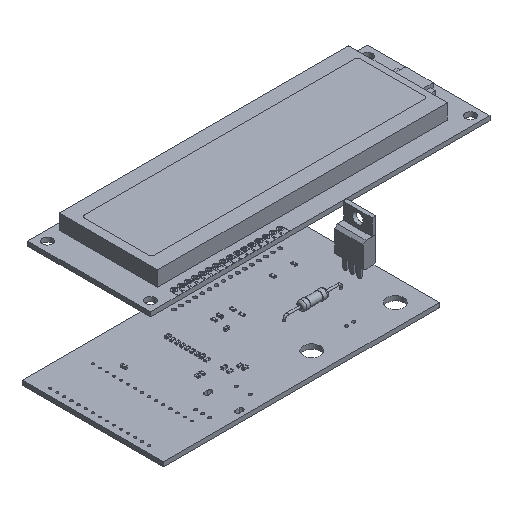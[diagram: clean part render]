
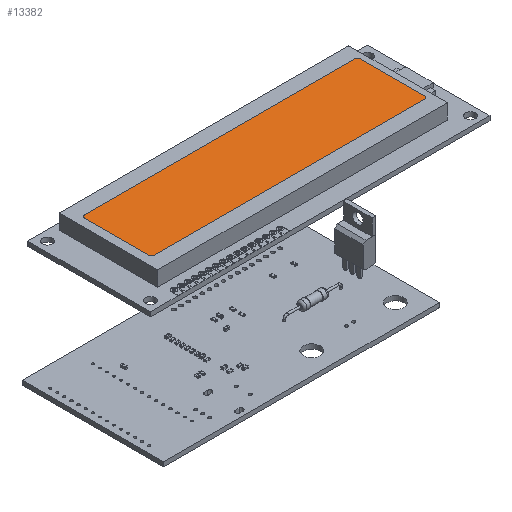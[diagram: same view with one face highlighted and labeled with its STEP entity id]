
A CAD part, isometric view. The second image highlights one B-rep face of the part: STEP entity #13382.
In plain terms, the highlighted planar face has unit normal (0, 0, 1).
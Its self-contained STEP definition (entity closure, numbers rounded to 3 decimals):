
#9646 = PLANE('',#9647);
#9647 = AXIS2_PLACEMENT_3D('',#9648,#9649,#9650);
#9648 = CARTESIAN_POINT('',(-63.9,-39.2,11.4));
#9649 = DIRECTION('',(0.,0.,1.));
#9650 = DIRECTION('',(1.,0.,0.));
#13063 = EDGE_CURVE('',#13064,#13066,#13068,.T.);
#13064 = VERTEX_POINT('',#13065);
#13065 = CARTESIAN_POINT('',(36.1,-34.,11.4));
#13066 = VERTEX_POINT('',#13067);
#13067 = CARTESIAN_POINT('',(37.1,-33.,11.4));
#13068 = SURFACE_CURVE('',#13069,(#13074,#13081),.PCURVE_S1.);
#13069 = CIRCLE('',#13070,1.);
#13070 = AXIS2_PLACEMENT_3D('',#13071,#13072,#13073);
#13071 = CARTESIAN_POINT('',(36.1,-33.,11.4));
#13072 = DIRECTION('',(0.,0.,1.));
#13073 = DIRECTION('',(0.,-1.,0.));
#13074 = PCURVE('',#9646,#13075);
#13075 = DEFINITIONAL_REPRESENTATION('',(#13076),#13080);
#13076 = CIRCLE('',#13077,1.);
#13077 = AXIS2_PLACEMENT_2D('',#13078,#13079);
#13078 = CARTESIAN_POINT('',(100.,6.2));
#13079 = DIRECTION('',(0.,-1.));
#13080 = ( GEOMETRIC_REPRESENTATION_CONTEXT(2) 
PARAMETRIC_REPRESENTATION_CONTEXT() REPRESENTATION_CONTEXT('2D SPACE',''
  ) );
#13081 = PCURVE('',#13082,#13087);
#13082 = PLANE('',#13083);
#13083 = AXIS2_PLACEMENT_3D('',#13084,#13085,#13086);
#13084 = CARTESIAN_POINT('',(-61.9,-34.,11.4));
#13085 = DIRECTION('',(0.,0.,1.));
#13086 = DIRECTION('',(1.,0.,0.));
#13087 = DEFINITIONAL_REPRESENTATION('',(#13088),#13092);
#13088 = CIRCLE('',#13089,1.);
#13089 = AXIS2_PLACEMENT_2D('',#13090,#13091);
#13090 = CARTESIAN_POINT('',(98.,1.));
#13091 = DIRECTION('',(0.,-1.));
#13092 = ( GEOMETRIC_REPRESENTATION_CONTEXT(2) 
PARAMETRIC_REPRESENTATION_CONTEXT() REPRESENTATION_CONTEXT('2D SPACE',''
  ) );
#13094 = EDGE_CURVE('',#13095,#13064,#13097,.T.);
#13095 = VERTEX_POINT('',#13096);
#13096 = CARTESIAN_POINT('',(-60.9,-34.,11.4));
#13097 = SURFACE_CURVE('',#13098,(#13102,#13109),.PCURVE_S1.);
#13098 = LINE('',#13099,#13100);
#13099 = CARTESIAN_POINT('',(-61.9,-34.,11.4));
#13100 = VECTOR('',#13101,1.);
#13101 = DIRECTION('',(1.,0.,0.));
#13102 = PCURVE('',#9646,#13103);
#13103 = DEFINITIONAL_REPRESENTATION('',(#13104),#13108);
#13104 = LINE('',#13105,#13106);
#13105 = CARTESIAN_POINT('',(2.,5.2));
#13106 = VECTOR('',#13107,1.);
#13107 = DIRECTION('',(1.,0.));
#13108 = ( GEOMETRIC_REPRESENTATION_CONTEXT(2) 
PARAMETRIC_REPRESENTATION_CONTEXT() REPRESENTATION_CONTEXT('2D SPACE',''
  ) );
#13109 = PCURVE('',#13082,#13110);
#13110 = DEFINITIONAL_REPRESENTATION('',(#13111),#13115);
#13111 = LINE('',#13112,#13113);
#13112 = CARTESIAN_POINT('',(0.,0.));
#13113 = VECTOR('',#13114,1.);
#13114 = DIRECTION('',(1.,0.));
#13115 = ( GEOMETRIC_REPRESENTATION_CONTEXT(2) 
PARAMETRIC_REPRESENTATION_CONTEXT() REPRESENTATION_CONTEXT('2D SPACE',''
  ) );
#13117 = EDGE_CURVE('',#13118,#13095,#13120,.T.);
#13118 = VERTEX_POINT('',#13119);
#13119 = CARTESIAN_POINT('',(-61.9,-33.,11.4));
#13120 = SURFACE_CURVE('',#13121,(#13126,#13133),.PCURVE_S1.);
#13121 = CIRCLE('',#13122,1.);
#13122 = AXIS2_PLACEMENT_3D('',#13123,#13124,#13125);
#13123 = CARTESIAN_POINT('',(-60.9,-33.,11.4));
#13124 = DIRECTION('',(0.,0.,1.));
#13125 = DIRECTION('',(0.,-1.,0.));
#13126 = PCURVE('',#9646,#13127);
#13127 = DEFINITIONAL_REPRESENTATION('',(#13128),#13132);
#13128 = CIRCLE('',#13129,1.);
#13129 = AXIS2_PLACEMENT_2D('',#13130,#13131);
#13130 = CARTESIAN_POINT('',(3.,6.2));
#13131 = DIRECTION('',(0.,-1.));
#13132 = ( GEOMETRIC_REPRESENTATION_CONTEXT(2) 
PARAMETRIC_REPRESENTATION_CONTEXT() REPRESENTATION_CONTEXT('2D SPACE',''
  ) );
#13133 = PCURVE('',#13082,#13134);
#13134 = DEFINITIONAL_REPRESENTATION('',(#13135),#13139);
#13135 = CIRCLE('',#13136,1.);
#13136 = AXIS2_PLACEMENT_2D('',#13137,#13138);
#13137 = CARTESIAN_POINT('',(1.,1.));
#13138 = DIRECTION('',(0.,-1.));
#13139 = ( GEOMETRIC_REPRESENTATION_CONTEXT(2) 
PARAMETRIC_REPRESENTATION_CONTEXT() REPRESENTATION_CONTEXT('2D SPACE',''
  ) );
#13141 = EDGE_CURVE('',#13118,#13142,#13144,.T.);
#13142 = VERTEX_POINT('',#13143);
#13143 = CARTESIAN_POINT('',(-61.9,-10.,11.4));
#13144 = SURFACE_CURVE('',#13145,(#13149,#13156),.PCURVE_S1.);
#13145 = LINE('',#13146,#13147);
#13146 = CARTESIAN_POINT('',(-61.9,-34.,11.4));
#13147 = VECTOR('',#13148,1.);
#13148 = DIRECTION('',(0.,1.,0.));
#13149 = PCURVE('',#9646,#13150);
#13150 = DEFINITIONAL_REPRESENTATION('',(#13151),#13155);
#13151 = LINE('',#13152,#13153);
#13152 = CARTESIAN_POINT('',(2.,5.2));
#13153 = VECTOR('',#13154,1.);
#13154 = DIRECTION('',(0.,1.));
#13155 = ( GEOMETRIC_REPRESENTATION_CONTEXT(2) 
PARAMETRIC_REPRESENTATION_CONTEXT() REPRESENTATION_CONTEXT('2D SPACE',''
  ) );
#13156 = PCURVE('',#13082,#13157);
#13157 = DEFINITIONAL_REPRESENTATION('',(#13158),#13162);
#13158 = LINE('',#13159,#13160);
#13159 = CARTESIAN_POINT('',(0.,0.));
#13160 = VECTOR('',#13161,1.);
#13161 = DIRECTION('',(0.,1.));
#13162 = ( GEOMETRIC_REPRESENTATION_CONTEXT(2) 
PARAMETRIC_REPRESENTATION_CONTEXT() REPRESENTATION_CONTEXT('2D SPACE',''
  ) );
#13164 = EDGE_CURVE('',#13142,#13165,#13167,.T.);
#13165 = VERTEX_POINT('',#13166);
#13166 = CARTESIAN_POINT('',(-60.9,-9.,11.4));
#13167 = SURFACE_CURVE('',#13168,(#13173,#13184),.PCURVE_S1.);
#13168 = CIRCLE('',#13169,1.);
#13169 = AXIS2_PLACEMENT_3D('',#13170,#13171,#13172);
#13170 = CARTESIAN_POINT('',(-60.9,-10.,11.4));
#13171 = DIRECTION('',(0.,0.,-1.));
#13172 = DIRECTION('',(0.,-1.,0.));
#13173 = PCURVE('',#9646,#13174);
#13174 = DEFINITIONAL_REPRESENTATION('',(#13175),#13183);
#13175 = ( BOUNDED_CURVE() B_SPLINE_CURVE(2,(#13176,#13177,#13178,#13179
    ,#13180,#13181,#13182),.UNSPECIFIED.,.T.,.F.) 
B_SPLINE_CURVE_WITH_KNOTS((1,2,2,2,2,1),(-2.094,0.,
    2.094,4.189,6.283,8.378),
.UNSPECIFIED.) CURVE() GEOMETRIC_REPRESENTATION_ITEM() 
RATIONAL_B_SPLINE_CURVE((1.,0.5,1.,0.5,1.,0.5,1.)) REPRESENTATION_ITEM(
  '') );
#13176 = CARTESIAN_POINT('',(3.,28.2));
#13177 = CARTESIAN_POINT('',(1.268,28.2));
#13178 = CARTESIAN_POINT('',(2.134,29.7));
#13179 = CARTESIAN_POINT('',(3.,31.2));
#13180 = CARTESIAN_POINT('',(3.866,29.7));
#13181 = CARTESIAN_POINT('',(4.732,28.2));
#13182 = CARTESIAN_POINT('',(3.,28.2));
#13183 = ( GEOMETRIC_REPRESENTATION_CONTEXT(2) 
PARAMETRIC_REPRESENTATION_CONTEXT() REPRESENTATION_CONTEXT('2D SPACE',''
  ) );
#13184 = PCURVE('',#13082,#13185);
#13185 = DEFINITIONAL_REPRESENTATION('',(#13186),#13194);
#13186 = ( BOUNDED_CURVE() B_SPLINE_CURVE(2,(#13187,#13188,#13189,#13190
    ,#13191,#13192,#13193),.UNSPECIFIED.,.T.,.F.) 
B_SPLINE_CURVE_WITH_KNOTS((1,2,2,2,2,1),(-2.094,0.,
    2.094,4.189,6.283,8.378),
.UNSPECIFIED.) CURVE() GEOMETRIC_REPRESENTATION_ITEM() 
RATIONAL_B_SPLINE_CURVE((1.,0.5,1.,0.5,1.,0.5,1.)) REPRESENTATION_ITEM(
  '') );
#13187 = CARTESIAN_POINT('',(1.,23.));
#13188 = CARTESIAN_POINT('',(-0.732,23.));
#13189 = CARTESIAN_POINT('',(0.134,24.5));
#13190 = CARTESIAN_POINT('',(1.,26.));
#13191 = CARTESIAN_POINT('',(1.866,24.5));
#13192 = CARTESIAN_POINT('',(2.732,23.));
#13193 = CARTESIAN_POINT('',(1.,23.));
#13194 = ( GEOMETRIC_REPRESENTATION_CONTEXT(2) 
PARAMETRIC_REPRESENTATION_CONTEXT() REPRESENTATION_CONTEXT('2D SPACE',''
  ) );
#13196 = EDGE_CURVE('',#13165,#13197,#13199,.T.);
#13197 = VERTEX_POINT('',#13198);
#13198 = CARTESIAN_POINT('',(36.1,-9.,11.4));
#13199 = SURFACE_CURVE('',#13200,(#13204,#13211),.PCURVE_S1.);
#13200 = LINE('',#13201,#13202);
#13201 = CARTESIAN_POINT('',(-61.9,-9.,11.4));
#13202 = VECTOR('',#13203,1.);
#13203 = DIRECTION('',(1.,0.,0.));
#13204 = PCURVE('',#9646,#13205);
#13205 = DEFINITIONAL_REPRESENTATION('',(#13206),#13210);
#13206 = LINE('',#13207,#13208);
#13207 = CARTESIAN_POINT('',(2.,30.2));
#13208 = VECTOR('',#13209,1.);
#13209 = DIRECTION('',(1.,0.));
#13210 = ( GEOMETRIC_REPRESENTATION_CONTEXT(2) 
PARAMETRIC_REPRESENTATION_CONTEXT() REPRESENTATION_CONTEXT('2D SPACE',''
  ) );
#13211 = PCURVE('',#13082,#13212);
#13212 = DEFINITIONAL_REPRESENTATION('',(#13213),#13217);
#13213 = LINE('',#13214,#13215);
#13214 = CARTESIAN_POINT('',(0.,25.));
#13215 = VECTOR('',#13216,1.);
#13216 = DIRECTION('',(1.,0.));
#13217 = ( GEOMETRIC_REPRESENTATION_CONTEXT(2) 
PARAMETRIC_REPRESENTATION_CONTEXT() REPRESENTATION_CONTEXT('2D SPACE',''
  ) );
#13219 = EDGE_CURVE('',#13220,#13197,#13222,.T.);
#13220 = VERTEX_POINT('',#13221);
#13221 = CARTESIAN_POINT('',(37.1,-10.,11.4));
#13222 = SURFACE_CURVE('',#13223,(#13228,#13235),.PCURVE_S1.);
#13223 = CIRCLE('',#13224,1.);
#13224 = AXIS2_PLACEMENT_3D('',#13225,#13226,#13227);
#13225 = CARTESIAN_POINT('',(36.1,-10.,11.4));
#13226 = DIRECTION('',(0.,0.,1.));
#13227 = DIRECTION('',(0.,-1.,0.));
#13228 = PCURVE('',#9646,#13229);
#13229 = DEFINITIONAL_REPRESENTATION('',(#13230),#13234);
#13230 = CIRCLE('',#13231,1.);
#13231 = AXIS2_PLACEMENT_2D('',#13232,#13233);
#13232 = CARTESIAN_POINT('',(100.,29.2));
#13233 = DIRECTION('',(0.,-1.));
#13234 = ( GEOMETRIC_REPRESENTATION_CONTEXT(2) 
PARAMETRIC_REPRESENTATION_CONTEXT() REPRESENTATION_CONTEXT('2D SPACE',''
  ) );
#13235 = PCURVE('',#13082,#13236);
#13236 = DEFINITIONAL_REPRESENTATION('',(#13237),#13241);
#13237 = CIRCLE('',#13238,1.);
#13238 = AXIS2_PLACEMENT_2D('',#13239,#13240);
#13239 = CARTESIAN_POINT('',(98.,24.));
#13240 = DIRECTION('',(0.,-1.));
#13241 = ( GEOMETRIC_REPRESENTATION_CONTEXT(2) 
PARAMETRIC_REPRESENTATION_CONTEXT() REPRESENTATION_CONTEXT('2D SPACE',''
  ) );
#13243 = EDGE_CURVE('',#13066,#13220,#13244,.T.);
#13244 = SURFACE_CURVE('',#13245,(#13249,#13256),.PCURVE_S1.);
#13245 = LINE('',#13246,#13247);
#13246 = CARTESIAN_POINT('',(37.1,-34.,11.4));
#13247 = VECTOR('',#13248,1.);
#13248 = DIRECTION('',(0.,1.,0.));
#13249 = PCURVE('',#9646,#13250);
#13250 = DEFINITIONAL_REPRESENTATION('',(#13251),#13255);
#13251 = LINE('',#13252,#13253);
#13252 = CARTESIAN_POINT('',(101.,5.2));
#13253 = VECTOR('',#13254,1.);
#13254 = DIRECTION('',(0.,1.));
#13255 = ( GEOMETRIC_REPRESENTATION_CONTEXT(2) 
PARAMETRIC_REPRESENTATION_CONTEXT() REPRESENTATION_CONTEXT('2D SPACE',''
  ) );
#13256 = PCURVE('',#13082,#13257);
#13257 = DEFINITIONAL_REPRESENTATION('',(#13258),#13262);
#13258 = LINE('',#13259,#13260);
#13259 = CARTESIAN_POINT('',(99.,0.));
#13260 = VECTOR('',#13261,1.);
#13261 = DIRECTION('',(0.,1.));
#13262 = ( GEOMETRIC_REPRESENTATION_CONTEXT(2) 
PARAMETRIC_REPRESENTATION_CONTEXT() REPRESENTATION_CONTEXT('2D SPACE',''
  ) );
#13382 = ADVANCED_FACE('',(#13383),#13082,.T.);
#13383 = FACE_BOUND('',#13384,.T.);
#13384 = EDGE_LOOP('',(#13385,#13386,#13387,#13388,#13389,#13390,#13391,
    #13392));
#13385 = ORIENTED_EDGE('',*,*,#13243,.T.);
#13386 = ORIENTED_EDGE('',*,*,#13219,.T.);
#13387 = ORIENTED_EDGE('',*,*,#13196,.F.);
#13388 = ORIENTED_EDGE('',*,*,#13164,.F.);
#13389 = ORIENTED_EDGE('',*,*,#13141,.F.);
#13390 = ORIENTED_EDGE('',*,*,#13117,.T.);
#13391 = ORIENTED_EDGE('',*,*,#13094,.T.);
#13392 = ORIENTED_EDGE('',*,*,#13063,.T.);
